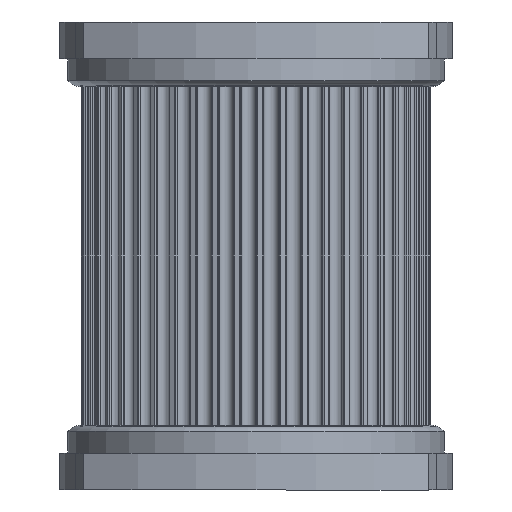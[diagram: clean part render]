
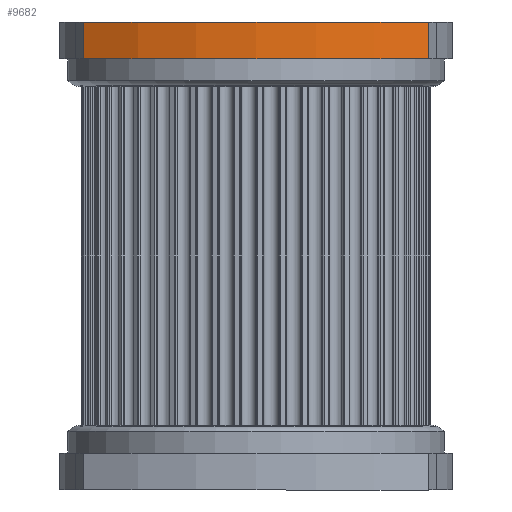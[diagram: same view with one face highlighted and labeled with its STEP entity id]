
A CAD part, front view. The second image highlights one B-rep face of the part: STEP entity #9682.
In plain terms, the highlighted cylindrical face has radius 44.45 mm (diameter 88.9 mm), a partial arc.
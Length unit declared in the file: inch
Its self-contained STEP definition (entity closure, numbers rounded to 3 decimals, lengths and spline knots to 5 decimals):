
#410=CYLINDRICAL_SURFACE('',#10973,1.75);
#1063=FACE_OUTER_BOUND('',#1586,.T.);
#1586=EDGE_LOOP('',(#8995,#8996,#8997,#8998));
#2304=LINE('',#17166,#3009);
#2306=LINE('',#17175,#3011);
#3009=VECTOR('',#14190,0.3937);
#3011=VECTOR('',#14198,0.3937);
#3776=CIRCLE('',#10974,1.75);
#3777=CIRCLE('',#10975,1.75);
#4749=VERTEX_POINT('',#17160);
#4751=VERTEX_POINT('',#17164);
#4752=VERTEX_POINT('',#17168);
#4755=VERTEX_POINT('',#17173);
#6216=EDGE_CURVE('',#4749,#4751,#2304,.T.);
#6220=EDGE_CURVE('',#4755,#4752,#2306,.T.);
#6229=EDGE_CURVE('',#4755,#4749,#3776,.T.);
#6230=EDGE_CURVE('',#4752,#4751,#3777,.T.);
#8995=ORIENTED_EDGE('',*,*,#6229,.T.);
#8996=ORIENTED_EDGE('',*,*,#6216,.T.);
#8997=ORIENTED_EDGE('',*,*,#6230,.F.);
#8998=ORIENTED_EDGE('',*,*,#6220,.F.);
#9682=ADVANCED_FACE('',(#1063),#410,.T.);
#10973=AXIS2_PLACEMENT_3D('',#17194,#14215,#14216);
#10974=AXIS2_PLACEMENT_3D('',#17195,#14217,#14218);
#10975=AXIS2_PLACEMENT_3D('',#17196,#14219,#14220);
#14190=DIRECTION('',(0.,0.,1.));
#14198=DIRECTION('',(0.,0.,1.));
#14215=DIRECTION('center_axis',(0.,0.,1.));
#14216=DIRECTION('ref_axis',(1.,0.,0.));
#14217=DIRECTION('center_axis',(0.,0.,1.));
#14218=DIRECTION('ref_axis',(1.,0.,0.));
#14219=DIRECTION('center_axis',(0.,0.,1.));
#14220=DIRECTION('ref_axis',(1.,0.,0.));
#17160=CARTESIAN_POINT('',(0.875,-1.51554,0.));
#17164=CARTESIAN_POINT('',(0.875,-1.51554,0.1875));
#17166=CARTESIAN_POINT('',(0.875,-1.51554,0.));
#17168=CARTESIAN_POINT('',(-0.875,-1.51554,0.1875));
#17173=CARTESIAN_POINT('',(-0.875,-1.51554,0.));
#17175=CARTESIAN_POINT('',(-0.875,-1.51554,0.));
#17194=CARTESIAN_POINT('Origin',(0.,0.,0.));
#17195=CARTESIAN_POINT('Origin',(0.,0.,0.));
#17196=CARTESIAN_POINT('Origin',(0.,0.,0.1875));
